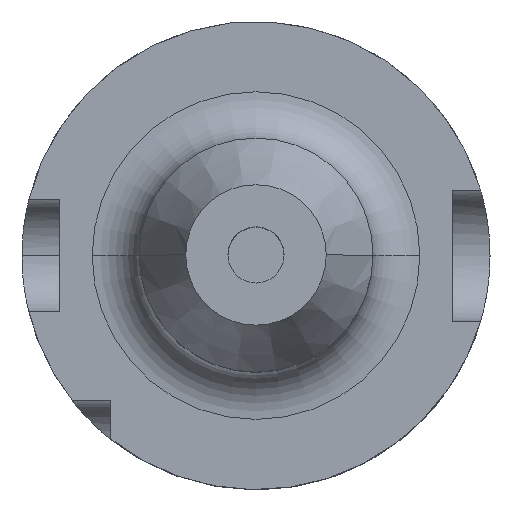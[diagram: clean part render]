
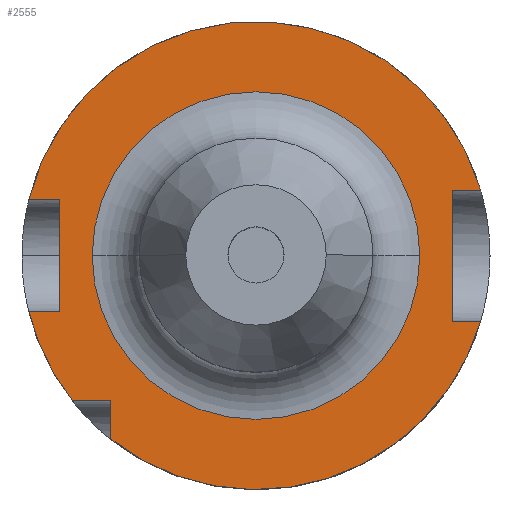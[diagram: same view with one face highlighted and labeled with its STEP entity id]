
A CAD part, top view. The second image highlights one B-rep face of the part: STEP entity #2555.
In plain terms, the highlighted planar face has unit normal (0, 0, 1).
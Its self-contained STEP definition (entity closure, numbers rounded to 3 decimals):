
#7 = ORIENTED_EDGE ( 'NONE', *, *, #2043, .T. ) ;
#31 = CARTESIAN_POINT ( 'NONE',  ( 21., 7., 26. ) ) ;
#55 = ORIENTED_EDGE ( 'NONE', *, *, #1001, .T. ) ;
#117 = VECTOR ( 'NONE', #1192, 1000. ) ;
#154 = CARTESIAN_POINT ( 'NONE',  ( -31., 6., 26. ) ) ;
#163 = CARTESIAN_POINT ( 'NONE',  ( -17.5, 0., 26. ) ) ;
#171 = ORIENTED_EDGE ( 'NONE', *, *, #2057, .T. ) ;
#175 = CARTESIAN_POINT ( 'NONE',  ( -21., -6., 26. ) ) ;
#236 = PLANE ( 'NONE',  #2646 ) ;
#262 = EDGE_CURVE ( 'NONE', #2795, #1558, #2851, .T. ) ;
#264 = CARTESIAN_POINT ( 'NONE',  ( -15.5, -19.615, 26. ) ) ;
#294 = EDGE_CURVE ( 'NONE', #1558, #891, #2915, .T. ) ;
#327 = LINE ( 'NONE', #2345, #1461 ) ;
#450 = VERTEX_POINT ( 'NONE', #163 ) ;
#465 = CARTESIAN_POINT ( 'NONE',  ( 0., 0., 26. ) ) ;
#526 = AXIS2_PLACEMENT_3D ( 'NONE', #2531, #641, #2939 ) ;
#568 = ORIENTED_EDGE ( 'NONE', *, *, #1858, .T. ) ;
#595 = CIRCLE ( 'NONE', #1050, 17.5 ) ;
#614 = EDGE_CURVE ( 'NONE', #2795, #1972, #2234, .T. ) ;
#636 = VECTOR ( 'NONE', #1879, 1000. ) ;
#641 = DIRECTION ( 'NONE',  ( 0., 0., 1. ) ) ;
#707 = LINE ( 'NONE', #1136, #1587 ) ;
#734 = VECTOR ( 'NONE', #2204, 1000. ) ;
#749 = CARTESIAN_POINT ( 'NONE',  ( 21., -7., 26. ) ) ;
#779 = CIRCLE ( 'NONE', #526, 25. ) ;
#791 = CARTESIAN_POINT ( 'NONE',  ( 0., 0., 26. ) ) ;
#821 = DIRECTION ( 'NONE',  ( 1., 0., 0. ) ) ;
#831 = EDGE_LOOP ( 'NONE', ( #2301, #7 ) ) ;
#891 = VERTEX_POINT ( 'NONE', #2503 ) ;
#926 = CARTESIAN_POINT ( 'NONE',  ( -31., -6., 26. ) ) ;
#991 = CIRCLE ( 'NONE', #1509, 17.5 ) ;
#995 = LINE ( 'NONE', #154, #2581 ) ;
#1001 = EDGE_CURVE ( 'NONE', #2548, #2220, #779, .T. ) ;
#1046 = EDGE_CURVE ( 'NONE', #1581, #1972, #707, .T. ) ;
#1050 = AXIS2_PLACEMENT_3D ( 'NONE', #465, #1883, #1144 ) ;
#1053 = EDGE_CURVE ( 'NONE', #2899, #2563, #2444, .T. ) ;
#1128 = ORIENTED_EDGE ( 'NONE', *, *, #614, .F. ) ;
#1136 = CARTESIAN_POINT ( 'NONE',  ( -21., -6., 26. ) ) ;
#1137 = CARTESIAN_POINT ( 'NONE',  ( 24., 7., 26. ) ) ;
#1144 = DIRECTION ( 'NONE',  ( -1., 0., 0. ) ) ;
#1156 = AXIS2_PLACEMENT_3D ( 'NONE', #1540, #2943, #821 ) ;
#1179 = FACE_BOUND ( 'NONE', #831, .T. ) ;
#1192 = DIRECTION ( 'NONE',  ( 1., 0., 0. ) ) ;
#1259 = CARTESIAN_POINT ( 'NONE',  ( 0., -15.5, 26. ) ) ;
#1272 = CARTESIAN_POINT ( 'NONE',  ( -15.5, 25., 26. ) ) ;
#1404 = DIRECTION ( 'NONE',  ( -1., 0., 0. ) ) ;
#1428 = EDGE_LOOP ( 'NONE', ( #2033, #2938, #1938, #2788, #171, #1648, #1571, #55, #568, #1650, #1128 ) ) ;
#1461 = VECTOR ( 'NONE', #1404, 1000. ) ;
#1509 = AXIS2_PLACEMENT_3D ( 'NONE', #2056, #2736, #2773 ) ;
#1540 = CARTESIAN_POINT ( 'NONE',  ( 0., 0., 26. ) ) ;
#1558 = VERTEX_POINT ( 'NONE', #2172 ) ;
#1571 = ORIENTED_EDGE ( 'NONE', *, *, #2532, .F. ) ;
#1581 = VERTEX_POINT ( 'NONE', #2435 ) ;
#1587 = VECTOR ( 'NONE', #3058, 1000. ) ;
#1637 = DIRECTION ( 'NONE',  ( -1., 0., 0. ) ) ;
#1648 = ORIENTED_EDGE ( 'NONE', *, *, #1053, .F. ) ;
#1650 = ORIENTED_EDGE ( 'NONE', *, *, #1046, .T. ) ;
#1701 = EDGE_CURVE ( 'NONE', #2198, #2256, #1908, .T. ) ;
#1707 = VERTEX_POINT ( 'NONE', #2228 ) ;
#1723 = CARTESIAN_POINT ( 'NONE',  ( -24.269, 6., 26. ) ) ;
#1755 = DIRECTION ( 'NONE',  ( 1., 0., 0. ) ) ;
#1806 = CARTESIAN_POINT ( 'NONE',  ( -24.269, -6., 26. ) ) ;
#1830 = VECTOR ( 'NONE', #1637, 1000. ) ;
#1837 = DIRECTION ( 'NONE',  ( 1., 0., 0. ) ) ;
#1858 = EDGE_CURVE ( 'NONE', #2220, #1581, #995, .T. ) ;
#1866 = FACE_OUTER_BOUND ( 'NONE', #1428, .T. ) ;
#1879 = DIRECTION ( 'NONE',  ( 0., -1., 0. ) ) ;
#1883 = DIRECTION ( 'NONE',  ( 0., 0., -1. ) ) ;
#1908 = CIRCLE ( 'NONE', #1156, 25. ) ;
#1922 = CARTESIAN_POINT ( 'NONE',  ( 0., 25., 26. ) ) ;
#1938 = ORIENTED_EDGE ( 'NONE', *, *, #2709, .T. ) ;
#1970 = DIRECTION ( 'NONE',  ( 0., 0., 1. ) ) ;
#1972 = VERTEX_POINT ( 'NONE', #175 ) ;
#1995 = CARTESIAN_POINT ( 'NONE',  ( 24., -7., 26. ) ) ;
#2033 = ORIENTED_EDGE ( 'NONE', *, *, #262, .T. ) ;
#2043 = EDGE_CURVE ( 'NONE', #1707, #450, #595, .T. ) ;
#2056 = CARTESIAN_POINT ( 'NONE',  ( 0., 0., 26. ) ) ;
#2057 = EDGE_CURVE ( 'NONE', #2256, #2563, #327, .T. ) ;
#2071 = CARTESIAN_POINT ( 'NONE',  ( 21., -7., 26. ) ) ;
#2172 = CARTESIAN_POINT ( 'NONE',  ( -19.615, -15.5, 26. ) ) ;
#2198 = VERTEX_POINT ( 'NONE', #264 ) ;
#2204 = DIRECTION ( 'NONE',  ( 0., -1., 0. ) ) ;
#2220 = VERTEX_POINT ( 'NONE', #1723 ) ;
#2228 = CARTESIAN_POINT ( 'NONE',  ( 17.5, 0., 26. ) ) ;
#2234 = LINE ( 'NONE', #926, #117 ) ;
#2256 = VERTEX_POINT ( 'NONE', #1995 ) ;
#2301 = ORIENTED_EDGE ( 'NONE', *, *, #2406, .T. ) ;
#2332 = LINE ( 'NONE', #3029, #1830 ) ;
#2345 = CARTESIAN_POINT ( 'NONE',  ( 31., -7., 26. ) ) ;
#2406 = EDGE_CURVE ( 'NONE', #450, #1707, #991, .T. ) ;
#2435 = CARTESIAN_POINT ( 'NONE',  ( -21., 6., 26. ) ) ;
#2444 = LINE ( 'NONE', #2071, #636 ) ;
#2503 = CARTESIAN_POINT ( 'NONE',  ( -15.5, -15.5, 26. ) ) ;
#2531 = CARTESIAN_POINT ( 'NONE',  ( 0., 0., 26. ) ) ;
#2532 = EDGE_CURVE ( 'NONE', #2548, #2899, #2332, .T. ) ;
#2548 = VERTEX_POINT ( 'NONE', #1137 ) ;
#2555 = ADVANCED_FACE ( 'NONE', ( #1179, #1866 ), #236, .F. ) ;
#2563 = VERTEX_POINT ( 'NONE', #749 ) ;
#2581 = VECTOR ( 'NONE', #1837, 1000. ) ;
#2637 = DIRECTION ( 'NONE',  ( 0., 0., -1. ) ) ;
#2646 = AXIS2_PLACEMENT_3D ( 'NONE', #1922, #2637, #2835 ) ;
#2709 = EDGE_CURVE ( 'NONE', #891, #2198, #3003, .T. ) ;
#2736 = DIRECTION ( 'NONE',  ( 0., 0., -1. ) ) ;
#2773 = DIRECTION ( 'NONE',  ( -1., 0., 0. ) ) ;
#2788 = ORIENTED_EDGE ( 'NONE', *, *, #1701, .T. ) ;
#2795 = VERTEX_POINT ( 'NONE', #1806 ) ;
#2807 = AXIS2_PLACEMENT_3D ( 'NONE', #791, #1970, #1755 ) ;
#2814 = VECTOR ( 'NONE', #2892, 1000. ) ;
#2835 = DIRECTION ( 'NONE',  ( -1., 0., 0. ) ) ;
#2851 = CIRCLE ( 'NONE', #2807, 25. ) ;
#2892 = DIRECTION ( 'NONE',  ( 1., 0., 0. ) ) ;
#2899 = VERTEX_POINT ( 'NONE', #31 ) ;
#2915 = LINE ( 'NONE', #1259, #2814 ) ;
#2938 = ORIENTED_EDGE ( 'NONE', *, *, #294, .T. ) ;
#2939 = DIRECTION ( 'NONE',  ( 1., 0., 0. ) ) ;
#2943 = DIRECTION ( 'NONE',  ( 0., 0., 1. ) ) ;
#3003 = LINE ( 'NONE', #1272, #734 ) ;
#3029 = CARTESIAN_POINT ( 'NONE',  ( 31., 7., 26. ) ) ;
#3058 = DIRECTION ( 'NONE',  ( 0., -1., 0. ) ) ;
